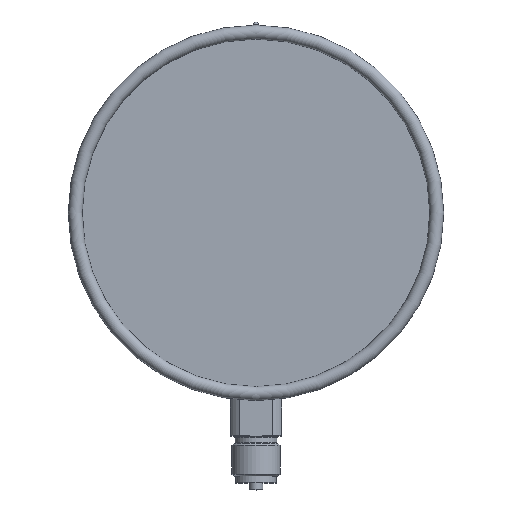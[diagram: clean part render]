
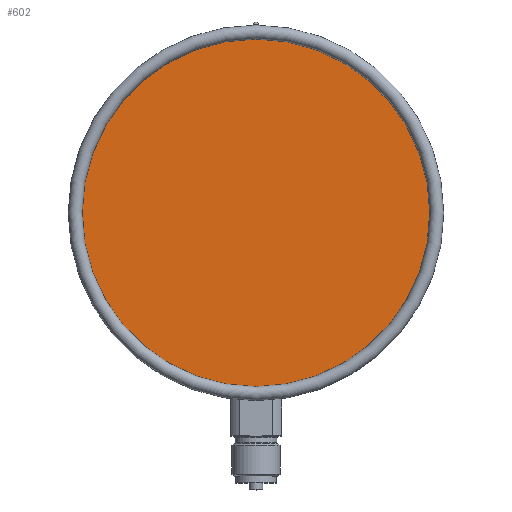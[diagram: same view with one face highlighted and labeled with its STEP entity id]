
A CAD part, top view. The second image highlights one B-rep face of the part: STEP entity #602.
In plain terms, the highlighted planar face has unit normal (0, 0, 1).
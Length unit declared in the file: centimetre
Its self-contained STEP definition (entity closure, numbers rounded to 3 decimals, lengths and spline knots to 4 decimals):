
#125=FACE_OUTER_BOUND('',#179,.T.);
#179=EDGE_LOOP('',(#439));
#237=CIRCLE('',#664,7.465);
#293=VERTEX_POINT('',#1070);
#352=EDGE_CURVE('',#293,#293,#237,.T.);
#439=ORIENTED_EDGE('',*,*,#352,.T.);
#533=PLANE('',#665);
#602=ADVANCED_FACE('',(#125),#533,.F.);
#664=AXIS2_PLACEMENT_3D('',#1071,#784,#785);
#665=AXIS2_PLACEMENT_3D('',#1072,#786,#787);
#784=DIRECTION('center_axis',(0.,0.,
1.));
#785=DIRECTION('ref_axis',(-1.,0.,0.));
#786=DIRECTION('center_axis',(0.,0.,
-1.));
#787=DIRECTION('ref_axis',(-1.,0.,0.));
#1070=CARTESIAN_POINT('',(7.465,4.0515,4.012));
#1071=CARTESIAN_POINT('Origin',(0.,4.0515,4.012));
#1072=CARTESIAN_POINT('Origin',(0.,4.0515,
4.012));
